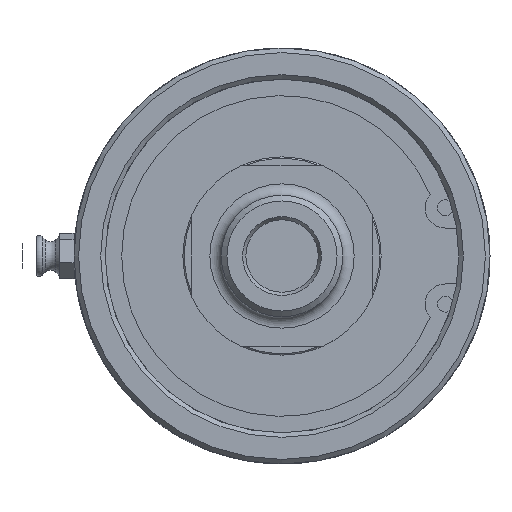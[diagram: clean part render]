
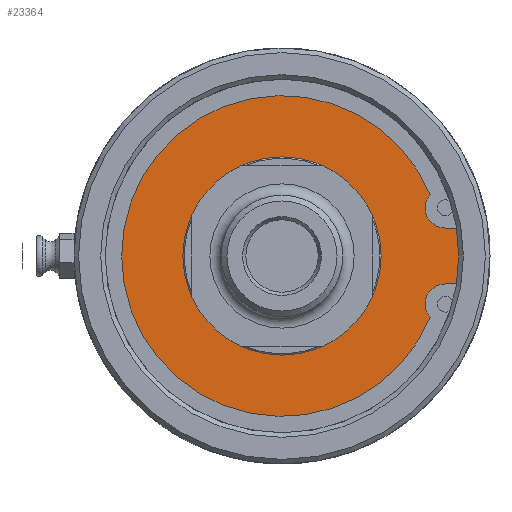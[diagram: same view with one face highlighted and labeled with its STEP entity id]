
A CAD part, left-side view. The second image highlights one B-rep face of the part: STEP entity #23364.
In plain terms, the highlighted planar face has unit normal (-1, 0, 0).
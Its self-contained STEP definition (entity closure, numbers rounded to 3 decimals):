
#592=FACE_BOUND('',#4337,.T.);
#1692=PLANE('',#25128);
#2927=FACE_OUTER_BOUND('',#4336,.T.);
#4336=EDGE_LOOP('',(#21382,#21383,#21384,#21385,#21386,#21387,#21388));
#4337=EDGE_LOOP('',(#21389));
#4903=CIRCLE('',#24987,17.4);
#4945=CIRCLE('',#25067,3.556);
#4947=CIRCLE('',#25070,28.142);
#4949=CIRCLE('',#25073,3.556);
#4978=CIRCLE('',#25129,33.45);
#4979=CIRCLE('',#25130,33.45);
#6344=LINE('',#61039,#7709);
#6348=LINE('',#61052,#7713);
#7709=VECTOR('',#29723,10.);
#7713=VECTOR('',#29729,10.);
#11003=VERTEX_POINT('',#60825);
#11062=VERTEX_POINT('',#61037);
#11063=VERTEX_POINT('',#61038);
#11067=VERTEX_POINT('',#61050);
#11068=VERTEX_POINT('',#61051);
#11080=VERTEX_POINT('',#61106);
#11082=VERTEX_POINT('',#61112);
#11117=VERTEX_POINT('',#61239);
#14385=EDGE_CURVE('',#11003,#11003,#4903,.T.);
#14473=EDGE_CURVE('',#11062,#11063,#6344,.T.);
#14478=EDGE_CURVE('',#11067,#11068,#6348,.T.);
#14497=EDGE_CURVE('',#11063,#11080,#4945,.T.);
#14500=EDGE_CURVE('',#11080,#11082,#4947,.T.);
#14503=EDGE_CURVE('',#11082,#11067,#4949,.T.);
#14564=EDGE_CURVE('',#11068,#11117,#4978,.T.);
#14565=EDGE_CURVE('',#11117,#11062,#4979,.T.);
#21382=ORIENTED_EDGE('',*,*,#14473,.T.);
#21383=ORIENTED_EDGE('',*,*,#14497,.T.);
#21384=ORIENTED_EDGE('',*,*,#14500,.T.);
#21385=ORIENTED_EDGE('',*,*,#14503,.T.);
#21386=ORIENTED_EDGE('',*,*,#14478,.T.);
#21387=ORIENTED_EDGE('',*,*,#14564,.T.);
#21388=ORIENTED_EDGE('',*,*,#14565,.T.);
#21389=ORIENTED_EDGE('',*,*,#14385,.T.);
#23364=ADVANCED_FACE('',(#2927,#592),#1692,.F.);
#24987=AXIS2_PLACEMENT_3D('',#60826,#29553,#29554);
#25067=AXIS2_PLACEMENT_3D('',#61107,#29763,#29764);
#25070=AXIS2_PLACEMENT_3D('',#61113,#29770,#29771);
#25073=AXIS2_PLACEMENT_3D('',#61118,#29777,#29778);
#25128=AXIS2_PLACEMENT_3D('',#61238,#29919,#29920);
#25129=AXIS2_PLACEMENT_3D('',#61240,#29921,#29922);
#25130=AXIS2_PLACEMENT_3D('',#61241,#29923,#29924);
#29553=DIRECTION('center_axis',(1.,0.,0.));
#29554=DIRECTION('ref_axis',(0.,1.,0.));
#29723=DIRECTION('',(0.,1.,0.));
#29729=DIRECTION('',(0.,-1.,0.));
#29763=DIRECTION('center_axis',(1.,0.,0.));
#29764=DIRECTION('ref_axis',(0.,0.754,0.657));
#29770=DIRECTION('center_axis',(-1.,0.,0.));
#29771=DIRECTION('ref_axis',(0.,0.924,-0.384));
#29777=DIRECTION('center_axis',(1.,0.,0.));
#29778=DIRECTION('ref_axis',(0.,0.,1.));
#29919=DIRECTION('center_axis',(1.,0.,0.));
#29920=DIRECTION('ref_axis',(0.,0.,-1.));
#29921=DIRECTION('center_axis',(-1.,0.,0.));
#29922=DIRECTION('ref_axis',(0.,1.,0.));
#29923=DIRECTION('center_axis',(-1.,0.,0.));
#29924=DIRECTION('ref_axis',(0.,1.,0.));
#60825=CARTESIAN_POINT('',(5.78,-17.4,0.));
#60826=CARTESIAN_POINT('Origin',(5.78,0.,
0.));
#61037=CARTESIAN_POINT('',(5.78,-33.089,4.902));
#61038=CARTESIAN_POINT('',(5.78,-28.672,4.902));
#61039=CARTESIAN_POINT('',(5.78,-5.974,4.902));
#61050=CARTESIAN_POINT('',(5.78,-28.672,-4.902));
#61051=CARTESIAN_POINT('',(5.78,-33.089,-4.902));
#61052=CARTESIAN_POINT('',(5.78,-8.182,-4.902));
#61106=CARTESIAN_POINT('',(5.78,-25.99,10.793));
#61107=CARTESIAN_POINT('Origin',(5.78,-28.672,8.458));
#61112=CARTESIAN_POINT('',(5.78,-25.99,-10.793));
#61113=CARTESIAN_POINT('Origin',(5.78,0.,0.));
#61118=CARTESIAN_POINT('Origin',(5.78,-28.672,-8.458));
#61238=CARTESIAN_POINT('Origin',(5.78,16.725,0.));
#61239=CARTESIAN_POINT('',(5.78,-33.45,0.));
#61240=CARTESIAN_POINT('Origin',(5.78,0.,0.));
#61241=CARTESIAN_POINT('Origin',(5.78,0.,0.));
